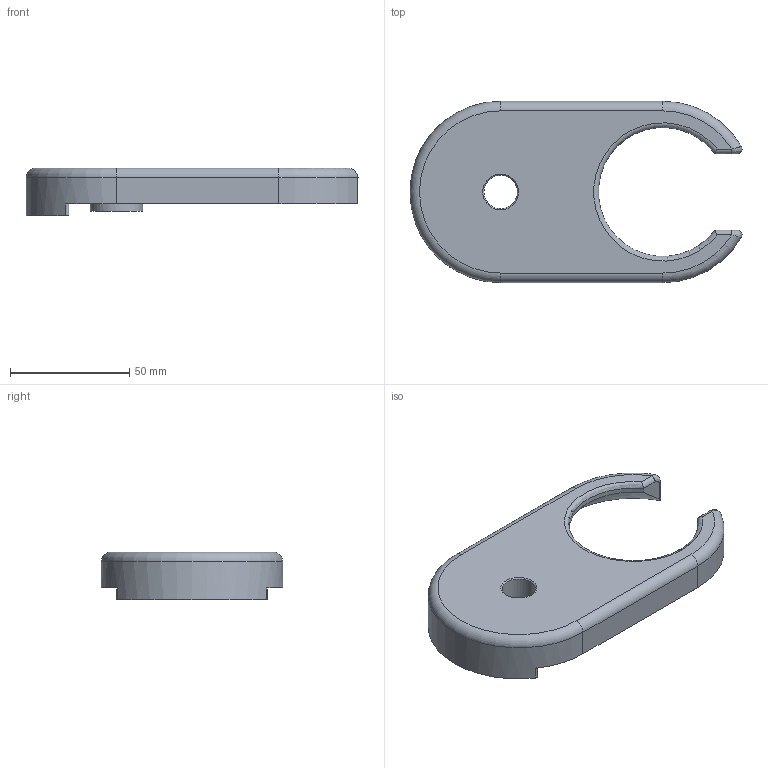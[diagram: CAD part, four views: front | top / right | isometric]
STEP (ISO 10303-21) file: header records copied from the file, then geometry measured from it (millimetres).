
FILE_DESCRIPTION(/* description */ ('KriTec Klemmlasche D80'),/* implementation_level */ '2;1');
FILE_NAME(/* name */ '10236_KriTec_Klemmlasche_D80_1.stp',/* time_stamp */ '2019-11-18T15:54:50+01:00',/* author */ ('Steiner'),/* organization */ (''),/* preprocessor_version */ 'ST-DEVELOPER v17',/* originating_system */ 'Autodesk Inventor 2018',/* authorisation */ '');
FILE_SCHEMA (('AUTOMOTIVE_DESIGN { 1 0 10303 214 3 1 1 }'));
Length unit declared in the file: millimetre
Products named in the file (1): 10236
Bounding box: 139.18 x 76 x 20 mm (x, y, z)
Volume: 71803.9 mm3; surface area: 28547.3 mm2
Topology: 1 solids, 1 shells, 122 faces, 293 edges, 175 vertices
Faces by surface type: cylinder 54, plane 46, torus 16, cone 2, sphere 2, bspline 2
Full cylindrical faces by diameter (mm): 14 x1, 22 x1
Entity records: 3882 total; most frequent: CARTESIAN_POINT 1025, DIRECTION 597, ORIENTED_EDGE 582, EDGE_CURVE 291, AXIS2_PLACEMENT_3D 217, VERTEX_POINT 175, LINE 163, VECTOR 163
